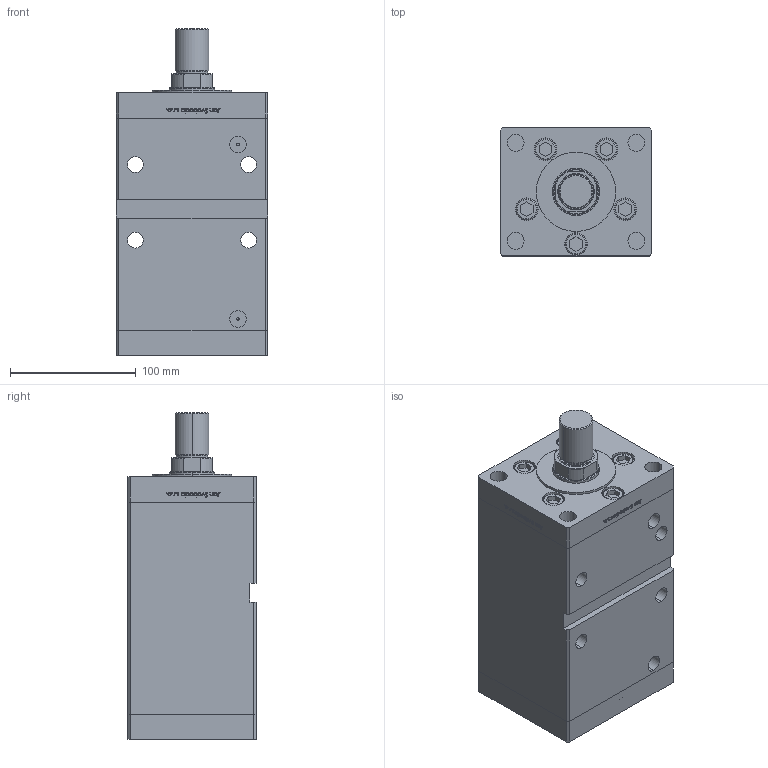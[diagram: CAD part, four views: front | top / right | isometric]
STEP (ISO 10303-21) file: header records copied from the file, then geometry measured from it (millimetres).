
FILE_DESCRIPTION (( 'STEP AP203' ), '1' );
FILE_NAME ('2fcb.STEP', '2024-02-22T21:17:38', ( '' ), ( '' ), 'SwSTEP 2.0', 'SolidWorks 2019', '' );
FILE_SCHEMA (( 'CONFIG_CONTROL_DESIGN' ));
Length unit declared in the file: millimetre
Products named in the file (7): 2fcb; V220C BACK_E a214c6f267ce9fdca9e2b87c987c1d3b; ALLEN BOLT a214c6f267ce9fdca9e2b87c987c1d3b; V220C_VC_E a214c6f267ce9fdca9e2b87c987c1d3b; V220C_E MIDDLE a214c6f267ce9fdca9e2b87c987c1d3b; V220CC_MALE_METRIC a214c6f267ce9fdca9e2b87c987c1d3b; V220C_FRONT_E a214c6f267ce9fdca9e2b87c987c1d3b
Assembly tree (15 placements, depth 2):
  2fcb
    V220C BACK_E a214c6f267ce9fdca9e2b87c987c1d3b
    V220C_E MIDDLE a214c6f267ce9fdca9e2b87c987c1d3b
    V220C_FRONT_E a214c6f267ce9fdca9e2b87c987c1d3b
    ALLEN BOLT a214c6f267ce9fdca9e2b87c987c1d3b  x10
    V220CC_MALE_METRIC a214c6f267ce9fdca9e2b87c987c1d3b
    V220C_VC_E a214c6f267ce9fdca9e2b87c987c1d3b
Bounding box: 120 x 102 x 259.5 mm (x, y, z)
Volume: 2191074.5 mm3; surface area: 294219.1 mm2
Topology: 15 solids, 15 shells, 1228 faces, 3055 edges, 2003 vertices
Faces by surface type: bspline 484, plane 479, cylinder 169, cone 50, torus 46
Entity records: 53496 total; most frequent: CARTESIAN_POINT 30410, ORIENTED_EDGE 5278, DIRECTION 3091, EDGE_CURVE 2639, VERTEX_POINT 1751, VECTOR 1363, LINE 1363, EDGE_LOOP 1208
